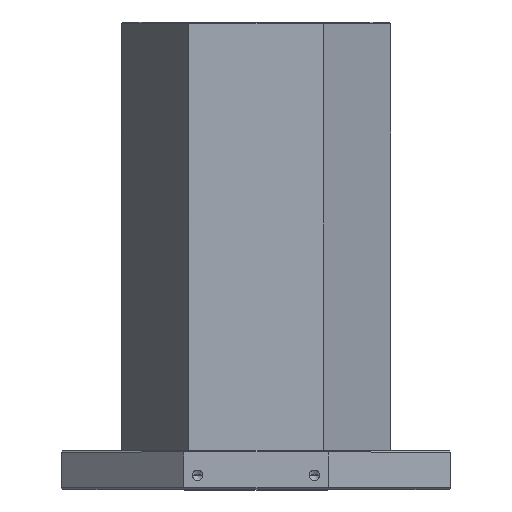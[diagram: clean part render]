
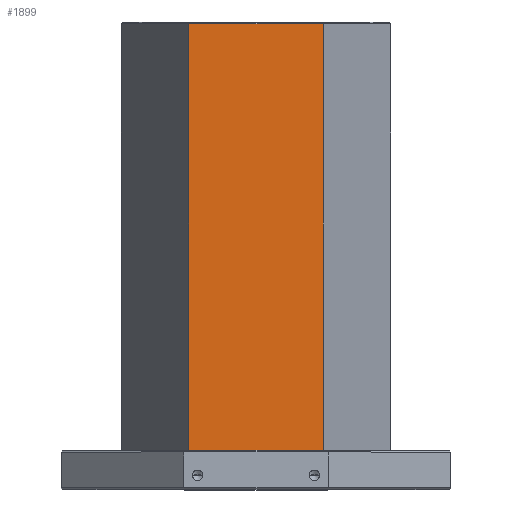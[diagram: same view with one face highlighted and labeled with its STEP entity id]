
A CAD part, top view. The second image highlights one B-rep face of the part: STEP entity #1899.
In plain terms, the highlighted planar face has unit normal (0, 0, 1).
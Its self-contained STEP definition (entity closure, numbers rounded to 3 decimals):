
#54 = EDGE_LOOP ( 'NONE', ( #1013, #2923, #1167, #4239 ) ) ;
#88 = DIRECTION ( 'NONE',  ( 0., 0., -1. ) ) ;
#462 = DIRECTION ( 'NONE',  ( -1., 0., 0. ) ) ;
#514 = CARTESIAN_POINT ( 'NONE',  ( -86.603, 50., 150. ) ) ;
#674 = LINE ( 'NONE', #4373, #1109 ) ;
#912 = EDGE_CURVE ( 'NONE', #4804, #2824, #674, .T. ) ;
#1011 = FACE_OUTER_BOUND ( 'NONE', #54, .T. ) ;
#1013 = ORIENTED_EDGE ( 'NONE', *, *, #912, .F. ) ;
#1109 = VECTOR ( 'NONE', #2006, 1000. ) ;
#1167 = ORIENTED_EDGE ( 'NONE', *, *, #2777, .T. ) ;
#1217 = CARTESIAN_POINT ( 'NONE',  ( -86.603, 1658.258, 150. ) ) ;
#1274 = LINE ( 'NONE', #4864, #1757 ) ;
#1509 = VERTEX_POINT ( 'NONE', #514 ) ;
#1757 = VECTOR ( 'NONE', #4519, 1000. ) ;
#1899 = ADVANCED_FACE ( 'NONE', ( #1011 ), #4758, .F. ) ;
#1920 = AXIS2_PLACEMENT_3D ( 'NONE', #4312, #88, #2494 ) ;
#2006 = DIRECTION ( 'NONE',  ( 0., -1., 0. ) ) ;
#2494 = DIRECTION ( 'NONE',  ( -1., 0., 0. ) ) ;
#2777 = EDGE_CURVE ( 'NONE', #5483, #1509, #4990, .T. ) ;
#2824 = VERTEX_POINT ( 'NONE', #3226 ) ;
#2923 = ORIENTED_EDGE ( 'NONE', *, *, #4996, .T. ) ;
#3226 = CARTESIAN_POINT ( 'NONE',  ( 86.603, 50., 150. ) ) ;
#3506 = EDGE_CURVE ( 'NONE', #1509, #2824, #1274, .T. ) ;
#3770 = CARTESIAN_POINT ( 'NONE',  ( -86.603, 598., 150. ) ) ;
#4239 = ORIENTED_EDGE ( 'NONE', *, *, #3506, .T. ) ;
#4263 = LINE ( 'NONE', #3770, #4616 ) ;
#4272 = CARTESIAN_POINT ( 'NONE',  ( -86.603, 598., 150. ) ) ;
#4301 = VECTOR ( 'NONE', #5971, 1000. ) ;
#4312 = CARTESIAN_POINT ( 'NONE',  ( -86.603, 1658.258, 150. ) ) ;
#4373 = CARTESIAN_POINT ( 'NONE',  ( 86.603, 1658.258, 150. ) ) ;
#4393 = CARTESIAN_POINT ( 'NONE',  ( 86.603, 598., 150. ) ) ;
#4519 = DIRECTION ( 'NONE',  ( 1., 0., 0. ) ) ;
#4616 = VECTOR ( 'NONE', #462, 1000. ) ;
#4758 = PLANE ( 'NONE',  #1920 ) ;
#4804 = VERTEX_POINT ( 'NONE', #4393 ) ;
#4864 = CARTESIAN_POINT ( 'NONE',  ( -86.603, 50., 150. ) ) ;
#4990 = LINE ( 'NONE', #1217, #4301 ) ;
#4996 = EDGE_CURVE ( 'NONE', #4804, #5483, #4263, .T. ) ;
#5483 = VERTEX_POINT ( 'NONE', #4272 ) ;
#5971 = DIRECTION ( 'NONE',  ( 0., -1., 0. ) ) ;
